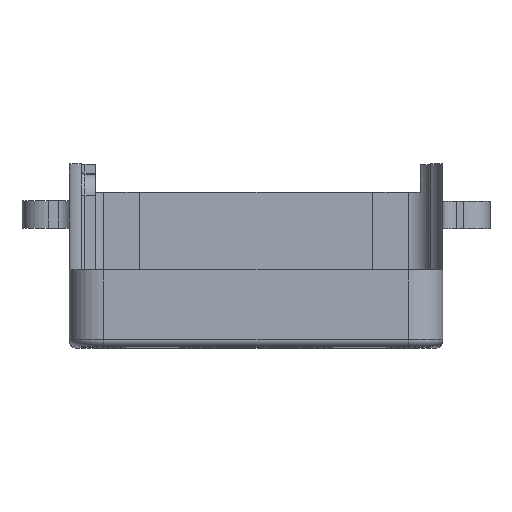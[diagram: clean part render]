
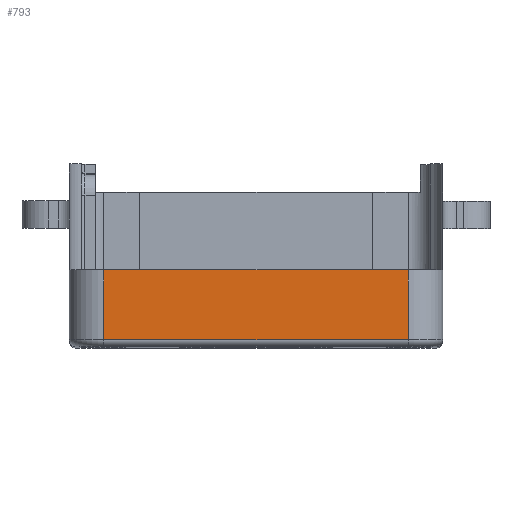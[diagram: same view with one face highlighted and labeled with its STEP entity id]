
A CAD part, top view. The second image highlights one B-rep face of the part: STEP entity #793.
In plain terms, the highlighted planar face has unit normal (0, 0, 1).
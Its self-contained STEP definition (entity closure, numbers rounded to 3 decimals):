
#676 = VECTOR ( 'NONE', #6940, 1000. ) ;
#710 = ORIENTED_EDGE ( 'NONE', *, *, #1566, .F. ) ;
#793 = ADVANCED_FACE ( 'NONE', ( #4916 ), #7859, .F. ) ;
#848 = VERTEX_POINT ( 'NONE', #9420 ) ;
#1215 = CARTESIAN_POINT ( 'NONE',  ( -9.287, -58., -6.368 ) ) ;
#1459 = DIRECTION ( 'NONE',  ( 0., 0., -1. ) ) ;
#1566 = EDGE_CURVE ( 'NONE', #848, #9243, #8422, .T. ) ;
#1888 = ORIENTED_EDGE ( 'NONE', *, *, #8385, .T. ) ;
#2540 = EDGE_LOOP ( 'NONE', ( #710, #4151, #1888, #8562 ) ) ;
#2558 = LINE ( 'NONE', #3102, #7799 ) ;
#2804 = DIRECTION ( 'NONE',  ( 0., 1., 0. ) ) ;
#3102 = CARTESIAN_POINT ( 'NONE',  ( -9.287, -54., -6.368 ) ) ;
#3195 = EDGE_CURVE ( 'NONE', #7413, #9243, #2558, .T. ) ;
#3496 = LINE ( 'NONE', #7115, #8833 ) ;
#4151 = ORIENTED_EDGE ( 'NONE', *, *, #5346, .T. ) ;
#4317 = AXIS2_PLACEMENT_3D ( 'NONE', #1215, #1459, #5783 ) ;
#4467 = CARTESIAN_POINT ( 'NONE',  ( -53.287, -54., -6.368 ) ) ;
#4697 = VECTOR ( 'NONE', #8615, 1000. ) ;
#4743 = CARTESIAN_POINT ( 'NONE',  ( -53.287, -58., -6.368 ) ) ;
#4916 = FACE_OUTER_BOUND ( 'NONE', #2540, .T. ) ;
#5346 = EDGE_CURVE ( 'NONE', #848, #5424, #5450, .T. ) ;
#5424 = VERTEX_POINT ( 'NONE', #6603 ) ;
#5450 = LINE ( 'NONE', #7864, #676 ) ;
#5518 = DIRECTION ( 'NONE',  ( -1., 0., 0. ) ) ;
#5783 = DIRECTION ( 'NONE',  ( -1., 0., 0. ) ) ;
#6603 = CARTESIAN_POINT ( 'NONE',  ( -9.287, -64.1, -6.368 ) ) ;
#6763 = CARTESIAN_POINT ( 'NONE',  ( -9.287, -54., -6.368 ) ) ;
#6940 = DIRECTION ( 'NONE',  ( 1., 0., 0. ) ) ;
#7115 = CARTESIAN_POINT ( 'NONE',  ( -9.287, -58., -6.368 ) ) ;
#7413 = VERTEX_POINT ( 'NONE', #6763 ) ;
#7799 = VECTOR ( 'NONE', #5518, 1000. ) ;
#7859 = PLANE ( 'NONE',  #4317 ) ;
#7864 = CARTESIAN_POINT ( 'NONE',  ( -9.287, -64.1, -6.368 ) ) ;
#8385 = EDGE_CURVE ( 'NONE', #5424, #7413, #3496, .T. ) ;
#8422 = LINE ( 'NONE', #4743, #4697 ) ;
#8562 = ORIENTED_EDGE ( 'NONE', *, *, #3195, .T. ) ;
#8615 = DIRECTION ( 'NONE',  ( 0., 1., 0. ) ) ;
#8833 = VECTOR ( 'NONE', #2804, 1000. ) ;
#9243 = VERTEX_POINT ( 'NONE', #4467 ) ;
#9420 = CARTESIAN_POINT ( 'NONE',  ( -53.287, -64.1, -6.368 ) ) ;
